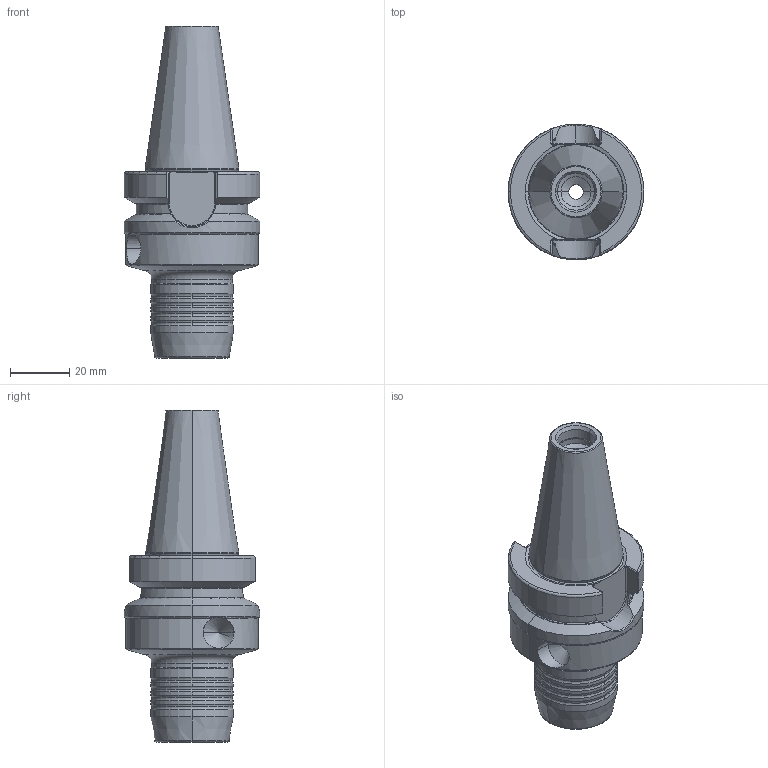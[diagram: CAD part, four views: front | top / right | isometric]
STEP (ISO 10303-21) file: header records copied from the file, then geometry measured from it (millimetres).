
FILE_DESCRIPTION (( 'STEP AP214' ), '1' );
FILE_NAME ('77DC.303.008 x=64_step.STEP', '2022-05-03T05:48:42', ( '' ), ( '' ), 'SwSTEP 2.0', 'SolidWorks 2018', '' );
FILE_SCHEMA (( 'AUTOMOTIVE_DESIGN' ));
Length unit declared in the file: millimetre
Products named in the file (1): 77DC.303.008 x=64_step
Bounding box: 45.96 x 45.96 x 112.4 mm (x, y, z)
Volume: 83577.4 mm3; surface area: 16886.7 mm2
Topology: 1 solids, 1 shells, 148 faces, 360 edges, 213 vertices
Faces by surface type: torus 44, cylinder 41, cone 34, plane 23, bspline 6
Entity records: 6055 total; most frequent: CARTESIAN_POINT 2319, DIRECTION 775, ORIENTED_EDGE 716, EDGE_CURVE 358, AXIS2_PLACEMENT_3D 337, VERTEX_POINT 213, CIRCLE 194, EDGE_LOOP 151
